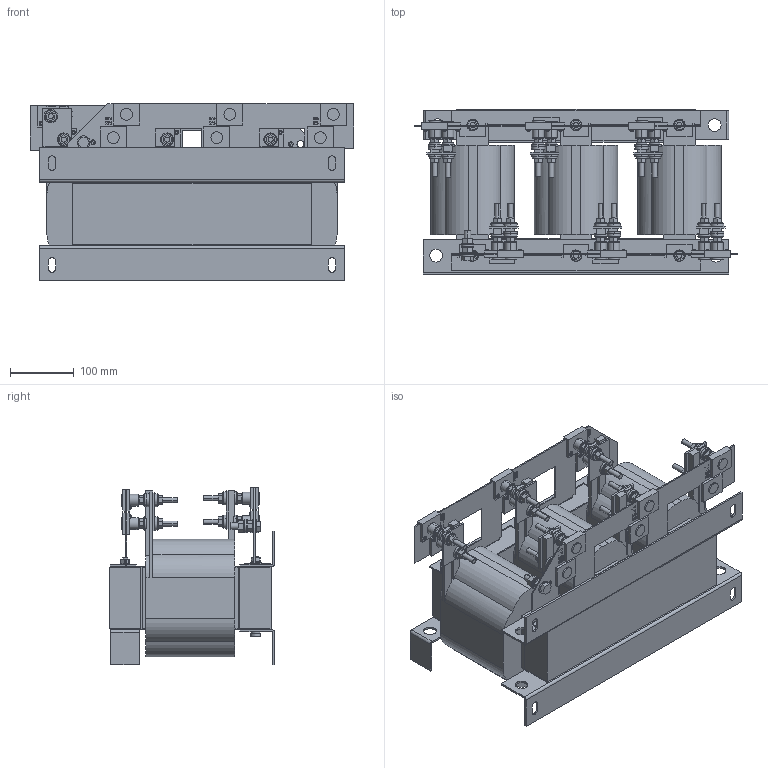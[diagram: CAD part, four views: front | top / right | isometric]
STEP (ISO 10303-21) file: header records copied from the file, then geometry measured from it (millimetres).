
FILE_DESCRIPTION (( 'STEP AP214' ), '1' );
FILE_NAME ('199750.STEP', '2021-01-12T10:07:50', ( '' ), ( '' ), 'SwSTEP 2.0', 'SolidWorks 2018', '' );
FILE_SCHEMA (( 'AUTOMOTIVE_DESIGN' ));
Length unit declared in the file: millimetre
Products named in the file (1): 199750
Bounding box: 509 x 260.5 x 279.3 mm (x, y, z)
Volume: 13523373.1 mm3; surface area: 1048287.2 mm2
Topology: 1 solids, 2 shells, 2334 faces, 6066 edges, 3954 vertices
Faces by surface type: plane 1546, cylinder 388, bspline 276, cone 86, torus 38
Entity records: 83904 total; most frequent: CARTESIAN_POINT 27699, ORIENTED_EDGE 12132, DIRECTION 10554, EDGE_CURVE 6066, VECTOR 4288, LINE 4288, VERTEX_POINT 3954, AXIS2_PLACEMENT_3D 3133
